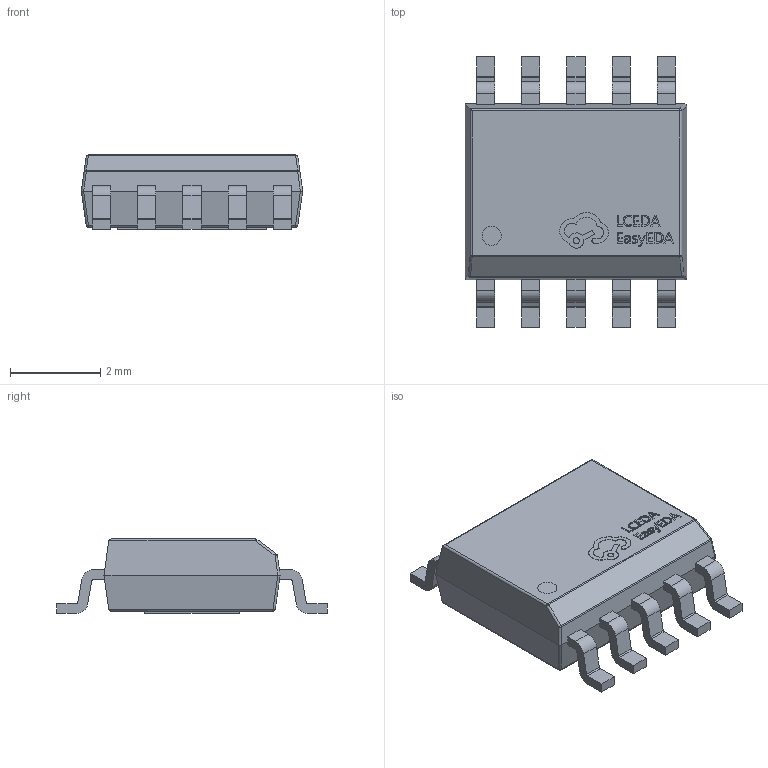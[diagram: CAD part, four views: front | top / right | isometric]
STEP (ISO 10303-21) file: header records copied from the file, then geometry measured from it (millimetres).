
FILE_DESCRIPTION (( 'STEP AP214' ), '1' );
FILE_NAME ('ESOP-10_L4.9-W3.9-P1.00-LS6.0-BL-EP.STEP', '2023-04-13T15:34:19', ( '' ), ( '' ), 'SwSTEP 2.0', 'SolidWorks 2020', '' );
FILE_SCHEMA (( 'AUTOMOTIVE_DESIGN' ));
Length unit declared in the file: millimetre
Products named in the file (1): ESOP-10_L4.9-W3.9-P1.00-LS6.0-BL-EP
Bounding box: 4.9 x 6 x 1.66 mm (x, y, z)
Volume: 30.4 mm3; surface area: 81.2 mm2
Topology: 1 solids, 1 shells, 398 faces, 1092 edges, 717 vertices
Faces by surface type: plane 233, bspline 98, cylinder 59, sphere 8
Entity records: 17444 total; most frequent: CARTESIAN_POINT 3529, ORIENTED_EDGE 2184, DIRECTION 1597, EDGE_CURVE 1092, VECTOR 779, LINE 779, VERTEX_POINT 717, EDGE_LOOP 419
